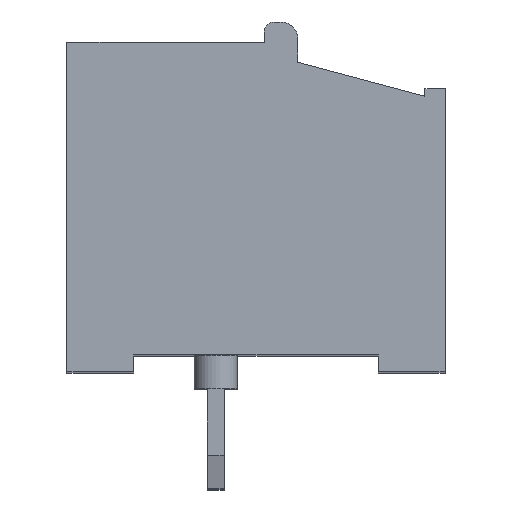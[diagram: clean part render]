
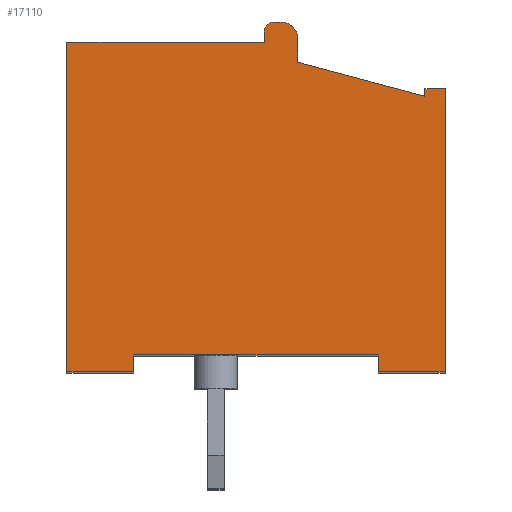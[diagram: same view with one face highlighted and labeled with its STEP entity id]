
A CAD part, top view. The second image highlights one B-rep face of the part: STEP entity #17110.
In plain terms, the highlighted face is planar.
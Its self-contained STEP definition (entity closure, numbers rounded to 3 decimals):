
#15740=CARTESIAN_POINT('',(-0.3,
   0.,-5.9));
#15750=DIRECTION('',(0.,0.,
   1.));
#15760=DIRECTION('',(1.,0.,
   0.));
#15770=AXIS2_PLACEMENT_3D('',#15740,#15750,#15760);
#15780=PLANE('',#15770);
#15790=CARTESIAN_POINT('',(-25.62,
   52.14,-5.9));
#15800=DIRECTION('',(1.,0.,
   0.));
#15810=VECTOR('',#15800,1.);
#15820=LINE('',#15790,#15810);
#15830=CARTESIAN_POINT('',(-72.575,
   52.14,-5.9));
#15840=VERTEX_POINT('',#15830);
#15850=CARTESIAN_POINT('',(-66.675,
   52.14,-5.9));
#15860=VERTEX_POINT('',#15850);
#15870=EDGE_CURVE('',#15840,#15860,#15820,.T.);
#15880=ORIENTED_EDGE('',*,*,#15870,.T.);
#15890=CARTESIAN_POINT('',(-72.575,
   -6.407,-5.9));
#15900=DIRECTION('',(0.,-1.,
   0.));
#15910=VECTOR('',#15900,1.);
#15920=LINE('',#15890,#15910);
#15930=CARTESIAN_POINT('',(-72.575,
   52.44,-5.9));
#15940=VERTEX_POINT('',#15930);
#15950=EDGE_CURVE('',#15940,#15840,#15920,.T.);
#15960=ORIENTED_EDGE('',*,*,#15950,.T.);
#15970=CARTESIAN_POINT('',(-72.875,
   52.44,-5.9));
#15980=DIRECTION('',(0.,0.,
   1.));
#15990=DIRECTION('',(1.,0.,
   0.));
#16000=AXIS2_PLACEMENT_3D('',#15970,#15980,#15990);
#16010=CIRCLE('',#16000,0.3);
#16020=CARTESIAN_POINT('',(-72.875,
   52.74,-5.9));
#16030=VERTEX_POINT('',#16020);
#16040=EDGE_CURVE('',#15940,#16030,#16010,.T.);
#16050=ORIENTED_EDGE('',*,*,#16040,.F.);
#16060=CARTESIAN_POINT('',(-25.62,
   52.74,-5.9));
#16070=DIRECTION('',(1.,0.,
   0.));
#16080=VECTOR('',#16070,1.);
#16090=LINE('',#16060,#16080);
#16100=CARTESIAN_POINT('',(-73.075,
   52.74,-5.9));
#16110=VERTEX_POINT('',#16100);
#16120=EDGE_CURVE('',#16110,#16030,#16090,.T.);
#16130=ORIENTED_EDGE('',*,*,#16120,.T.);
#16140=CARTESIAN_POINT('',(-73.075,
   52.24,-5.9));
#16150=DIRECTION('',(0.,0.,
   1.));
#16160=DIRECTION('',(1.,0.,
   0.));
#16170=AXIS2_PLACEMENT_3D('',#16140,#16150,#16160);
#16180=CIRCLE('',#16170,0.5);
#16190=CARTESIAN_POINT('',(-73.575,
   52.24,-5.9));
#16200=VERTEX_POINT('',#16190);
#16210=EDGE_CURVE('',#16110,#16200,#16180,.T.);
#16220=ORIENTED_EDGE('',*,*,#16210,.F.);
#16230=CARTESIAN_POINT('',(-73.575,
   -6.407,-5.9));
#16240=DIRECTION('',(0.,1.,
   0.));
#16250=VECTOR('',#16240,1.);
#16260=LINE('',#16230,#16250);
#16270=CARTESIAN_POINT('',(-73.575,
   51.54,-5.9));
#16280=VERTEX_POINT('',#16270);
#16290=EDGE_CURVE('',#16280,#16200,#16260,.T.);
#16300=ORIENTED_EDGE('',*,*,#16290,.T.);
#16310=CARTESIAN_POINT('',(-25.62,
   64.389,-5.9));
#16320=DIRECTION('',(0.966,0.259,
   0.));
#16330=VECTOR('',#16320,1.);
#16340=LINE('',#16310,#16330);
#16350=CARTESIAN_POINT('',(-77.375,
   50.521,-5.9));
#16360=VERTEX_POINT('',#16350);
#16370=EDGE_CURVE('',#16360,#16280,#16340,.T.);
#16380=ORIENTED_EDGE('',*,*,#16370,.T.);
#16390=CARTESIAN_POINT('',(-77.375,
   -6.407,-5.9));
#16400=DIRECTION('',(0.,-1.,
   0.));
#16410=VECTOR('',#16400,1.);
#16420=LINE('',#16390,#16410);
#16430=CARTESIAN_POINT('',(-77.375,
   50.74,-5.9));
#16440=VERTEX_POINT('',#16430);
#16450=EDGE_CURVE('',#16440,#16360,#16420,.T.);
#16460=ORIENTED_EDGE('',*,*,#16450,.T.);
#16470=CARTESIAN_POINT('',(-25.62,
   50.74,-5.9));
#16480=DIRECTION('',(1.,0.,
   0.));
#16490=VECTOR('',#16480,1.);
#16500=LINE('',#16470,#16490);
#16510=CARTESIAN_POINT('',(-77.975,
   50.74,-5.9));
#16520=VERTEX_POINT('',#16510);
#16530=EDGE_CURVE('',#16520,#16440,#16500,.T.);
#16540=ORIENTED_EDGE('',*,*,#16530,.T.);
#16550=CARTESIAN_POINT('',(-77.975,
   -6.407,-5.9));
#16560=DIRECTION('',(0.,1.,
   0.));
#16570=VECTOR('',#16560,1.);
#16580=LINE('',#16550,#16570);
#16590=CARTESIAN_POINT('',(-77.975,
   42.29,-5.9));
#16600=VERTEX_POINT('',#16590);
#16610=EDGE_CURVE('',#16600,#16520,#16580,.T.);
#16620=ORIENTED_EDGE('',*,*,#16610,.T.);
#16630=CARTESIAN_POINT('',(-25.62,
   42.29,-5.9));
#16640=DIRECTION('',(1.,0.,
   0.));
#16650=VECTOR('',#16640,1.);
#16660=LINE('',#16630,#16650);
#16670=CARTESIAN_POINT('',(-75.975,
   42.29,-5.9));
#16680=VERTEX_POINT('',#16670);
#16690=EDGE_CURVE('',#16600,#16680,#16660,.T.);
#16700=ORIENTED_EDGE('',*,*,#16690,.F.);
#16710=CARTESIAN_POINT('',(-75.975,
   -6.407,-5.9));
#16720=DIRECTION('',(0.,-1.,
   0.));
#16730=VECTOR('',#16720,1.);
#16740=LINE('',#16710,#16730);
#16750=CARTESIAN_POINT('',(-75.975,
   42.79,-5.9));
#16760=VERTEX_POINT('',#16750);
#16770=EDGE_CURVE('',#16760,#16680,#16740,.T.);
#16780=ORIENTED_EDGE('',*,*,#16770,.T.);
#16790=CARTESIAN_POINT('',(-25.62,
   42.79,-5.9));
#16800=DIRECTION('',(-1.,0.,
   0.));
#16810=VECTOR('',#16800,1.);
#16820=LINE('',#16790,#16810);
#16830=CARTESIAN_POINT('',(-68.675,
   42.79,-5.9));
#16840=VERTEX_POINT('',#16830);
#16850=EDGE_CURVE('',#16840,#16760,#16820,.T.);
#16860=ORIENTED_EDGE('',*,*,#16850,.T.);
#16870=CARTESIAN_POINT('',(-68.675,
   -6.407,-5.9));
#16880=DIRECTION('',(0.,1.,
   0.));
#16890=VECTOR('',#16880,1.);
#16900=LINE('',#16870,#16890);
#16910=CARTESIAN_POINT('',(-68.675,
   42.29,-5.9));
#16920=VERTEX_POINT('',#16910);
#16930=EDGE_CURVE('',#16920,#16840,#16900,.T.);
#16940=ORIENTED_EDGE('',*,*,#16930,.T.);
#16950=CARTESIAN_POINT('',(-25.62,
   42.29,-5.9));
#16960=DIRECTION('',(-1.,0.,
   0.));
#16970=VECTOR('',#16960,1.);
#16980=LINE('',#16950,#16970);
#16990=CARTESIAN_POINT('',(-66.675,
   42.29,-5.9));
#17000=VERTEX_POINT('',#16990);
#17010=EDGE_CURVE('',#17000,#16920,#16980,.T.);
#17020=ORIENTED_EDGE('',*,*,#17010,.T.);
#17030=CARTESIAN_POINT('',(-66.675,
   -6.407,-5.9));
#17040=DIRECTION('',(0.,-1.,
   0.));
#17050=VECTOR('',#17040,1.);
#17060=LINE('',#17030,#17050);
#17070=EDGE_CURVE('',#15860,#17000,#17060,.T.);
#17080=ORIENTED_EDGE('',*,*,#17070,.T.);
#17090=EDGE_LOOP('',(#17080,#17020,#16940,#16860,#16780,#16700,#16620,
   #16540,#16460,#16380,#16300,#16220,#16130,#16050,#15960,#15880));
#17100=FACE_OUTER_BOUND('',#17090,.T.);
#17110=ADVANCED_FACE('',(#17100),#15780,.F.);
